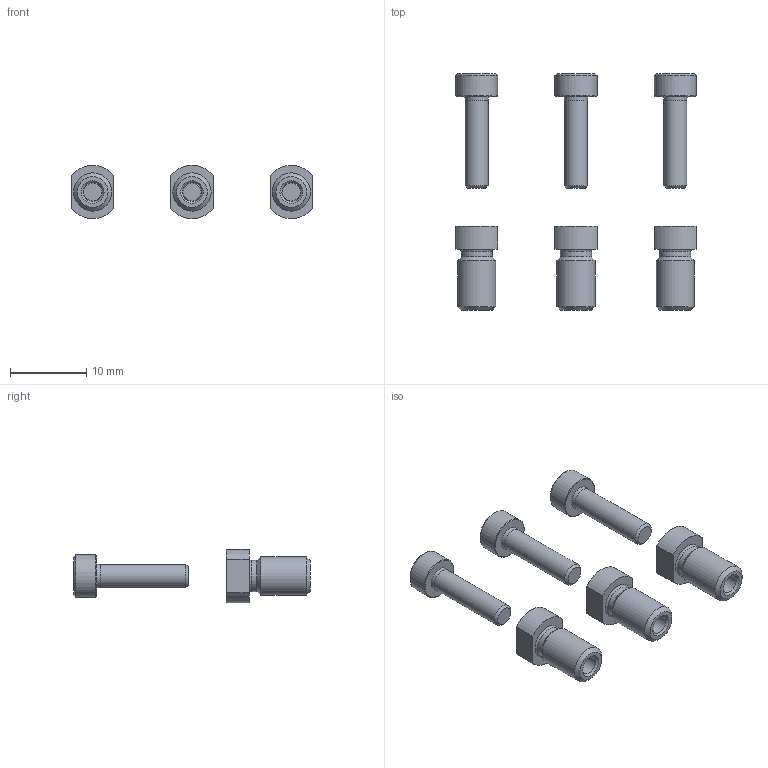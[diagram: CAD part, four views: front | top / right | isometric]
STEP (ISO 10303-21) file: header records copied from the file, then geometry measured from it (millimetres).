
FILE_DESCRIPTION(/* description */ ('STEP AP214'),/* implementation_level */ '2;1');
FILE_NAME(/* name */ '548803_ZBV-M5-7',/* time_stamp */ '2024-09-18T14:27:52+02:00',/* author */ ('License CC BY-ND 4.0'),/* organization */ ('CADENAS'),/* preprocessor_version */ 'ST-DEVELOPER v19.3',/* originating_system */ 'PARTsolutions',/* authorisation */ ' ');
FILE_SCHEMA (('AUTOMOTIVE_DESIGN {1 0 10303 214 3 1 1}'));
Length unit declared in the file: millimetre
Products named in the file (3): 548803 ZBV-M5-7; DIN-912 - M3x12(F); 548803 ZBV-M5-7---(P)
Assembly tree (6 placements, depth 2):
  548803 ZBV-M5-7
    DIN-912 - M3x12(F)  x3
    548803 ZBV-M5-7---(P)  x3
Bounding box: 31.5 x 31 x 6.98 mm (x, y, z)
Volume: 1029.9 mm3; surface area: 1646.2 mm2
Topology: 6 solids, 6 shells, 132 faces, 252 edges, 141 vertices
Faces by surface type: plane 63, cone 45, cylinder 21, torus 3
Full cylindrical faces by diameter (mm): 2.459 x3, 3 x3, 4.1 x3, 5 x3, 5.5 x3
Entity records: 1121 total; most frequent: DIRECTION 198, CARTESIAN_POINT 188, ORIENTED_EDGE 134, AXIS2_PLACEMENT_3D 86, EDGE_CURVE 67, FACE_BOUND 65, EDGE_LOOP 64, VERTEX_POINT 46
